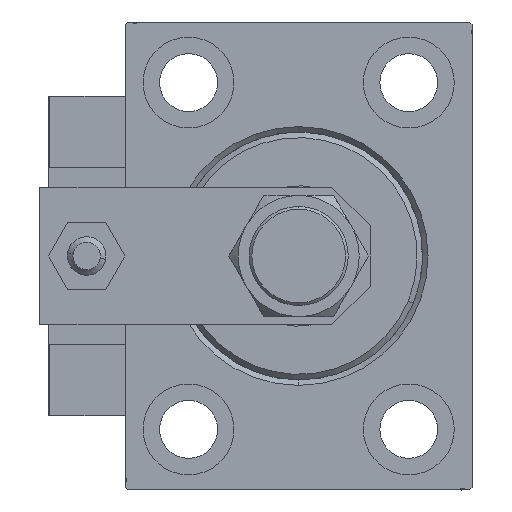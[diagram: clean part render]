
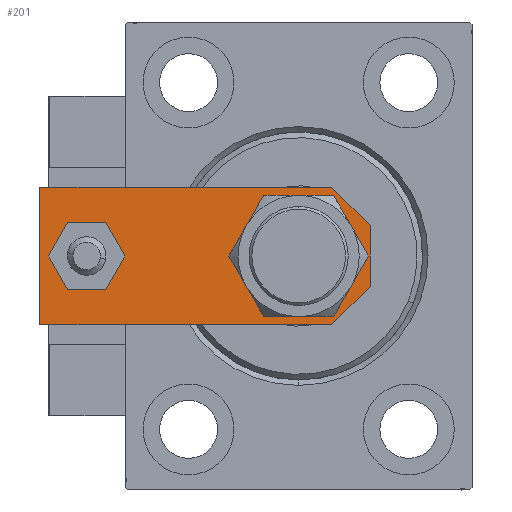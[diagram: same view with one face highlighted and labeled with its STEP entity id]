
A CAD part, left-side view. The second image highlights one B-rep face of the part: STEP entity #201.
In plain terms, the highlighted face is planar.
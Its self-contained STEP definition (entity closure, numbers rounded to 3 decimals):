
#201 = ADVANCED_FACE ( 'NONE', ( #35881, #44241, #8908 ), #40836, .T. ) ;
#432 = DIRECTION ( 'NONE',  ( 1., 0., 0. ) ) ;
#1975 = LINE ( 'NONE', #42277, #40147 ) ;
#2218 = CARTESIAN_POINT ( 'NONE',  ( -2.75, -2.75, 6. ) ) ;
#3427 = ORIENTED_EDGE ( 'NONE', *, *, #48284, .T. ) ;
#3946 = DIRECTION ( 'NONE',  ( 0., 0., 1. ) ) ;
#6313 = EDGE_LOOP ( 'NONE', ( #28557, #37641 ) ) ;
#6400 = EDGE_LOOP ( 'NONE', ( #25226, #48590, #31543, #3427, #20593, #13977 ) ) ;
#7310 = DIRECTION ( 'NONE',  ( -1., 0., 0. ) ) ;
#7989 = VERTEX_POINT ( 'NONE', #29708 ) ;
#8798 = CARTESIAN_POINT ( 'NONE',  ( 0., 51.5, 6. ) ) ;
#8908 = FACE_BOUND ( 'NONE', #43754, .T. ) ;
#9925 = CARTESIAN_POINT ( 'NONE',  ( 8.25, 13., 6. ) ) ;
#10647 = EDGE_CURVE ( 'NONE', #31753, #51012, #19509, .T. ) ;
#11518 = DIRECTION ( 'NONE',  ( 0., 0., 1. ) ) ;
#11810 = VERTEX_POINT ( 'NONE', #9925 ) ;
#11941 = DIRECTION ( 'NONE',  ( 0.707, 0.707, 0. ) ) ;
#13357 = CIRCLE ( 'NONE', #38436, 8.25 ) ;
#13977 = ORIENTED_EDGE ( 'NONE', *, *, #16588, .T. ) ;
#15392 = CARTESIAN_POINT ( 'NONE',  ( -5.5, 0., 6. ) ) ;
#15699 = CARTESIAN_POINT ( 'NONE',  ( 0., 13., 6. ) ) ;
#16588 = EDGE_CURVE ( 'NONE', #7989, #18479, #26148, .T. ) ;
#16789 = CARTESIAN_POINT ( 'NONE',  ( -8.25, 13., 6. ) ) ;
#17585 = DIRECTION ( 'NONE',  ( 0., 0., 1. ) ) ;
#17667 = DIRECTION ( 'NONE',  ( 0.707, -0.707, 0. ) ) ;
#17858 = DIRECTION ( 'NONE',  ( 0., 1., 0. ) ) ;
#18011 = VECTOR ( 'NONE', #11941, 1000. ) ;
#18372 = LINE ( 'NONE', #42720, #41068 ) ;
#18479 = VERTEX_POINT ( 'NONE', #29285 ) ;
#18509 = AXIS2_PLACEMENT_3D ( 'NONE', #15699, #11518, #23543 ) ;
#19219 = VERTEX_POINT ( 'NONE', #32471 ) ;
#19509 = CIRCLE ( 'NONE', #25247, 4. ) ;
#20593 = ORIENTED_EDGE ( 'NONE', *, *, #31939, .T. ) ;
#21227 = CARTESIAN_POINT ( 'NONE',  ( -12.5, 7., 6. ) ) ;
#21775 = CARTESIAN_POINT ( 'NONE',  ( -12.5, 60., 6. ) ) ;
#22630 = DIRECTION ( 'NONE',  ( 1., 0., 0. ) ) ;
#23543 = DIRECTION ( 'NONE',  ( 1., 0., 0. ) ) ;
#23709 = CARTESIAN_POINT ( 'NONE',  ( 2.75, -2.75, 6. ) ) ;
#24775 = CARTESIAN_POINT ( 'NONE',  ( 0., 13., 6. ) ) ;
#25226 = ORIENTED_EDGE ( 'NONE', *, *, #31869, .T. ) ;
#25247 = AXIS2_PLACEMENT_3D ( 'NONE', #26214, #17585, #33304 ) ;
#25746 = CARTESIAN_POINT ( 'NONE',  ( 12.5, 7., 6. ) ) ;
#26148 = LINE ( 'NONE', #26658, #28783 ) ;
#26214 = CARTESIAN_POINT ( 'NONE',  ( 0., 51.5, 6. ) ) ;
#26488 = DIRECTION ( 'NONE',  ( 0., -1., 0. ) ) ;
#26658 = CARTESIAN_POINT ( 'NONE',  ( 12.5, 60., 6. ) ) ;
#27063 = ORIENTED_EDGE ( 'NONE', *, *, #28576, .F. ) ;
#28557 = ORIENTED_EDGE ( 'NONE', *, *, #10647, .F. ) ;
#28576 = EDGE_CURVE ( 'NONE', #11810, #35369, #13357, .T. ) ;
#28667 = EDGE_CURVE ( 'NONE', #33597, #19219, #1975, .T. ) ;
#28783 = VECTOR ( 'NONE', #7310, 1000. ) ;
#29285 = CARTESIAN_POINT ( 'NONE',  ( -12.5, 60., 6. ) ) ;
#29708 = CARTESIAN_POINT ( 'NONE',  ( 12.5, 60., 6. ) ) ;
#29962 = LINE ( 'NONE', #2218, #36888 ) ;
#31543 = ORIENTED_EDGE ( 'NONE', *, *, #28667, .T. ) ;
#31753 = VERTEX_POINT ( 'NONE', #41441 ) ;
#31839 = LINE ( 'NONE', #23709, #18011 ) ;
#31869 = EDGE_CURVE ( 'NONE', #18479, #39446, #34087, .T. ) ;
#31939 = EDGE_CURVE ( 'NONE', #47689, #7989, #18372, .T. ) ;
#32297 = EDGE_CURVE ( 'NONE', #35369, #11810, #34398, .T. ) ;
#32471 = CARTESIAN_POINT ( 'NONE',  ( 5.5, 0., 6. ) ) ;
#32637 = DIRECTION ( 'NONE',  ( 0., 0., 1. ) ) ;
#33304 = DIRECTION ( 'NONE',  ( 1., 0., 0. ) ) ;
#33597 = VERTEX_POINT ( 'NONE', #15392 ) ;
#34087 = LINE ( 'NONE', #21775, #46928 ) ;
#34398 = CIRCLE ( 'NONE', #18509, 8.25 ) ;
#34914 = EDGE_CURVE ( 'NONE', #39446, #33597, #29962, .T. ) ;
#35369 = VERTEX_POINT ( 'NONE', #16789 ) ;
#35881 = FACE_BOUND ( 'NONE', #6313, .T. ) ;
#36827 = DIRECTION ( 'NONE',  ( 1., 0., 0. ) ) ;
#36888 = VECTOR ( 'NONE', #17667, 1000. ) ;
#37641 = ORIENTED_EDGE ( 'NONE', *, *, #50353, .F. ) ;
#38436 = AXIS2_PLACEMENT_3D ( 'NONE', #24775, #32637, #36827 ) ;
#39446 = VERTEX_POINT ( 'NONE', #21227 ) ;
#40147 = VECTOR ( 'NONE', #22630, 1000. ) ;
#40358 = CARTESIAN_POINT ( 'NONE',  ( 4., 51.5, 6. ) ) ;
#40836 = PLANE ( 'NONE',  #49196 ) ;
#41068 = VECTOR ( 'NONE', #17858, 1000. ) ;
#41441 = CARTESIAN_POINT ( 'NONE',  ( -4., 51.5, 6. ) ) ;
#42277 = CARTESIAN_POINT ( 'NONE',  ( -12.5, 0., 6. ) ) ;
#42720 = CARTESIAN_POINT ( 'NONE',  ( 12.5, 0., 6. ) ) ;
#43736 = DIRECTION ( 'NONE',  ( 1., 0., 0. ) ) ;
#43754 = EDGE_LOOP ( 'NONE', ( #50881, #27063 ) ) ;
#44241 = FACE_OUTER_BOUND ( 'NONE', #6400, .T. ) ;
#45134 = DIRECTION ( 'NONE',  ( 0., 0., 1. ) ) ;
#46488 = AXIS2_PLACEMENT_3D ( 'NONE', #8798, #45134, #432 ) ;
#46928 = VECTOR ( 'NONE', #26488, 1000. ) ;
#47370 = CIRCLE ( 'NONE', #46488, 4. ) ;
#47689 = VERTEX_POINT ( 'NONE', #25746 ) ;
#48284 = EDGE_CURVE ( 'NONE', #19219, #47689, #31839, .T. ) ;
#48590 = ORIENTED_EDGE ( 'NONE', *, *, #34914, .T. ) ;
#48677 = CARTESIAN_POINT ( 'NONE',  ( 0., 0., 6. ) ) ;
#49196 = AXIS2_PLACEMENT_3D ( 'NONE', #48677, #3946, #43736 ) ;
#50353 = EDGE_CURVE ( 'NONE', #51012, #31753, #47370, .T. ) ;
#50881 = ORIENTED_EDGE ( 'NONE', *, *, #32297, .F. ) ;
#51012 = VERTEX_POINT ( 'NONE', #40358 ) ;
